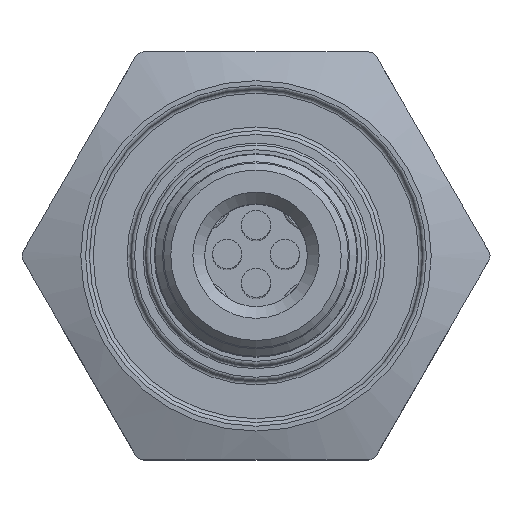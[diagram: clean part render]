
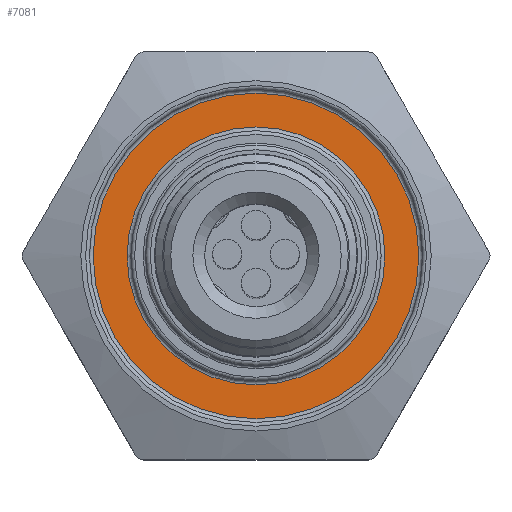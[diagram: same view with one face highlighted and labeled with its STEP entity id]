
A CAD part, top view. The second image highlights one B-rep face of the part: STEP entity #7081.
In plain terms, the highlighted planar face has unit normal (0, 0, 1).
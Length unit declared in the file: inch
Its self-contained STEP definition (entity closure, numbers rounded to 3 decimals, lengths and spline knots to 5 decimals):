
#148=PLANE($,#7664);
#1491=FACE_BOUND($,#2269,.T.);
#1727=FACE_OUTER_BOUND($,#2268,.T.);
#2268=EDGE_LOOP($,(#5143));
#2269=EDGE_LOOP($,(#5144));
#2890=CIRCLE($,#7560,0.34575);
#2893=CIRCLE($,#7564,0.27375);
#3256=VERTEX_POINT($,#10388);
#3259=VERTEX_POINT($,#10395);
#3995=EDGE_CURVE($,#3256,#3256,#2890,.T.);
#3998=EDGE_CURVE($,#3259,#3259,#2893,.T.);
#5143=ORIENTED_EDGE($,*,*,#3995,.T.);
#5144=ORIENTED_EDGE($,*,*,#3998,.T.);
#7081=ADVANCED_FACE($,(#1727,#1491),#148,.T.);
#7560=AXIS2_PLACEMENT_3D($,#10389,#8388,#8389);
#7564=AXIS2_PLACEMENT_3D($,#10396,#8396,#8397);
#7664=AXIS2_PLACEMENT_3D($,#10884,#8616,#8617);
#8388=DIRECTION('center_axis',(0.,0.,1.));
#8389=DIRECTION('ref_axis',(1.,0.,0.));
#8396=DIRECTION('center_axis',(0.,0.,-1.));
#8397=DIRECTION('ref_axis',(1.,0.,0.));
#8616=DIRECTION('center_axis',(0.,0.,1.));
#8617=DIRECTION('ref_axis',(1.,0.,0.));
#10388=CARTESIAN_POINT('',(0.34575,0.,0.635));
#10389=CARTESIAN_POINT('Origin',(0.,0.,0.635));
#10395=CARTESIAN_POINT('',(0.27375,0.,0.635));
#10396=CARTESIAN_POINT('Origin',(0.,0.,0.635));
#10884=CARTESIAN_POINT('Origin',(0.,0.,0.635));
